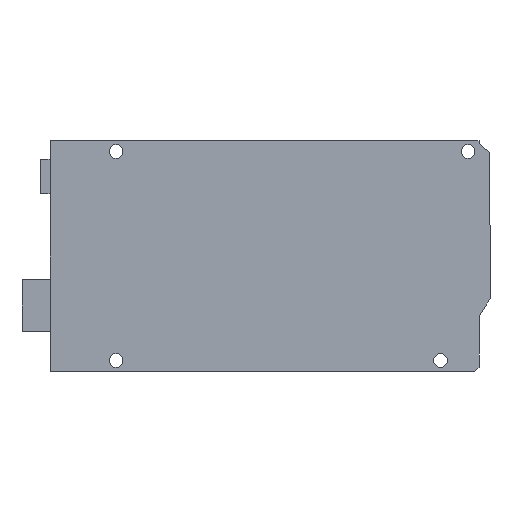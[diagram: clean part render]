
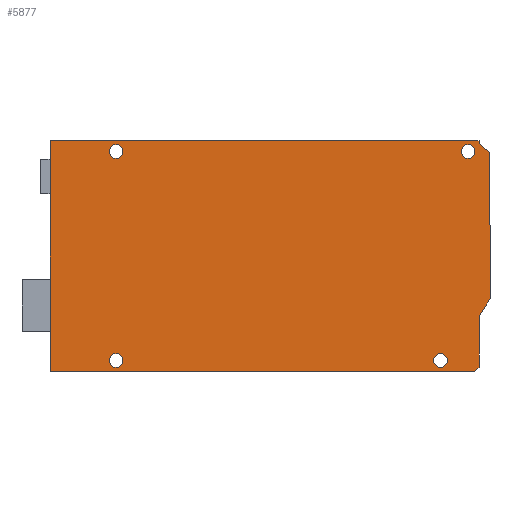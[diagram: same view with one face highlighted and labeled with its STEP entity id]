
A CAD part, front view. The second image highlights one B-rep face of the part: STEP entity #5877.
In plain terms, the highlighted planar face has unit normal (0, -1, 0).
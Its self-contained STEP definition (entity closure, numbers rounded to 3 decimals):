
#89 = CARTESIAN_POINT ( 'NONE',  ( 50.8, 0., -9.889 ) ) ;
#104 = ORIENTED_EDGE ( 'NONE', *, *, #1746, .T. ) ;
#209 = EDGE_CURVE ( 'NONE', #16793, #697, #4115, .T. ) ;
#291 = CARTESIAN_POINT ( 'NONE',  ( -50.8, 0., 26.67 ) ) ;
#497 = EDGE_CURVE ( 'NONE', #11440, #555, #10294, .T. ) ;
#555 = VERTEX_POINT ( 'NONE', #16490 ) ;
#598 = CARTESIAN_POINT ( 'NONE',  ( 0., 0., 0. ) ) ;
#675 = DIRECTION ( 'NONE',  ( -0.78, 0., 0.626 ) ) ;
#697 = VERTEX_POINT ( 'NONE', #11334 ) ;
#908 = EDGE_CURVE ( 'NONE', #14647, #11440, #4803, .T. ) ;
#1521 = DIRECTION ( 'NONE',  ( 0., 1., 0. ) ) ;
#1522 = CARTESIAN_POINT ( 'NONE',  ( -50.8, 0., -26.67 ) ) ;
#1574 = AXIS2_PLACEMENT_3D ( 'NONE', #598, #17159, #3721 ) ;
#1746 = EDGE_CURVE ( 'NONE', #7489, #5437, #11494, .T. ) ;
#2078 = ORIENTED_EDGE ( 'NONE', *, *, #18536, .T. ) ;
#2131 = FACE_BOUND ( 'NONE', #4627, .T. ) ;
#2138 = ORIENTED_EDGE ( 'NONE', *, *, #6347, .T. ) ;
#2232 = ORIENTED_EDGE ( 'NONE', *, *, #17898, .T. ) ;
#2339 = DIRECTION ( 'NONE',  ( 0., 0., -1. ) ) ;
#2592 = CARTESIAN_POINT ( 'NONE',  ( -35.56, 0., -25.73 ) ) ;
#2608 = ORIENTED_EDGE ( 'NONE', *, *, #7009, .F. ) ;
#2792 = AXIS2_PLACEMENT_3D ( 'NONE', #5594, #14523, #15690 ) ;
#2981 = DIRECTION ( 'NONE',  ( 0., 0., -1. ) ) ;
#3057 = VERTEX_POINT ( 'NONE', #18652 ) ;
#3068 = ORIENTED_EDGE ( 'NONE', *, *, #8498, .T. ) ;
#3075 = AXIS2_PLACEMENT_3D ( 'NONE', #19194, #4065, #5726 ) ;
#3295 = CARTESIAN_POINT ( 'NONE',  ( -35.56, 0., -22.53 ) ) ;
#3358 = CIRCLE ( 'NONE', #13382, 1.6 ) ;
#3611 = VECTOR ( 'NONE', #10836, 1000. ) ;
#3721 = DIRECTION ( 'NONE',  ( 0., 0., -1. ) ) ;
#3754 = EDGE_LOOP ( 'NONE', ( #3068, #104 ) ) ;
#3844 = VERTEX_POINT ( 'NONE', #15875 ) ;
#3906 = CARTESIAN_POINT ( 'NONE',  ( -35.56, 0., 24.13 ) ) ;
#4065 = DIRECTION ( 'NONE',  ( 0., 1., 0. ) ) ;
#4115 = CIRCLE ( 'NONE', #16006, 1.6 ) ;
#4627 = EDGE_LOOP ( 'NONE', ( #8006, #2232 ) ) ;
#4729 = DIRECTION ( 'NONE',  ( 0., 0., -1. ) ) ;
#4803 = LINE ( 'NONE', #291, #3611 ) ;
#4897 = EDGE_LOOP ( 'NONE', ( #17839, #11699 ) ) ;
#4910 = VECTOR ( 'NONE', #6480, 1000. ) ;
#4952 = CARTESIAN_POINT ( 'NONE',  ( 50.8, 0., 26.67 ) ) ;
#5145 = VERTEX_POINT ( 'NONE', #6729 ) ;
#5187 = VECTOR ( 'NONE', #12811, 1000. ) ;
#5276 = AXIS2_PLACEMENT_3D ( 'NONE', #15499, #18379, #2339 ) ;
#5302 = FACE_OUTER_BOUND ( 'NONE', #12264, .T. ) ;
#5364 = ORIENTED_EDGE ( 'NONE', *, *, #13358, .T. ) ;
#5437 = VERTEX_POINT ( 'NONE', #8661 ) ;
#5594 = CARTESIAN_POINT ( 'NONE',  ( 45.72, 0., 24.13 ) ) ;
#5726 = DIRECTION ( 'NONE',  ( 0., 0., -1. ) ) ;
#5804 = CARTESIAN_POINT ( 'NONE',  ( 39.37, 0., -22.53 ) ) ;
#5877 = ADVANCED_FACE ( 'NONE', ( #5302, #7997, #14210, #15573, #2131 ), #12609, .T. ) ;
#6347 = EDGE_CURVE ( 'NONE', #697, #16793, #6812, .T. ) ;
#6480 = DIRECTION ( 'NONE',  ( 0., 0., 1. ) ) ;
#6729 = CARTESIAN_POINT ( 'NONE',  ( 48.26, 0., 25.929 ) ) ;
#6812 = CIRCLE ( 'NONE', #2792, 1.6 ) ;
#6832 = VECTOR ( 'NONE', #11846, 1000. ) ;
#7009 = EDGE_CURVE ( 'NONE', #12050, #18279, #11972, .T. ) ;
#7101 = EDGE_CURVE ( 'NONE', #11160, #7854, #9707, .T. ) ;
#7124 = CARTESIAN_POINT ( 'NONE',  ( -50.8, 0., 26.67 ) ) ;
#7250 = LINE ( 'NONE', #19083, #8106 ) ;
#7357 = CARTESIAN_POINT ( 'NONE',  ( -50.8, 0., 26.67 ) ) ;
#7489 = VERTEX_POINT ( 'NONE', #7504 ) ;
#7504 = CARTESIAN_POINT ( 'NONE',  ( -35.56, 0., 22.53 ) ) ;
#7709 = ORIENTED_EDGE ( 'NONE', *, *, #9443, .T. ) ;
#7854 = VERTEX_POINT ( 'NONE', #9241 ) ;
#7997 = FACE_BOUND ( 'NONE', #14006, .T. ) ;
#8006 = ORIENTED_EDGE ( 'NONE', *, *, #14795, .T. ) ;
#8106 = VECTOR ( 'NONE', #13351, 1000. ) ;
#8283 = CARTESIAN_POINT ( 'NONE',  ( 47.26, 0., -26.67 ) ) ;
#8498 = EDGE_CURVE ( 'NONE', #5437, #7489, #14172, .T. ) ;
#8661 = CARTESIAN_POINT ( 'NONE',  ( -35.56, 0., 25.73 ) ) ;
#9117 = ORIENTED_EDGE ( 'NONE', *, *, #497, .F. ) ;
#9241 = CARTESIAN_POINT ( 'NONE',  ( 48.26, 0., -25.67 ) ) ;
#9332 = AXIS2_PLACEMENT_3D ( 'NONE', #16761, #18171, #4729 ) ;
#9443 = EDGE_CURVE ( 'NONE', #12050, #5145, #11413, .T. ) ;
#9645 = CIRCLE ( 'NONE', #9332, 1.6 ) ;
#9646 = CIRCLE ( 'NONE', #15954, 1.6 ) ;
#9691 = VERTEX_POINT ( 'NONE', #5804 ) ;
#9707 = LINE ( 'NONE', #12851, #14122 ) ;
#10165 = DIRECTION ( 'NONE',  ( 0., 1., 0. ) ) ;
#10294 = LINE ( 'NONE', #7124, #6832 ) ;
#10343 = VECTOR ( 'NONE', #10717, 1000. ) ;
#10535 = DIRECTION ( 'NONE',  ( 0., 0., -1. ) ) ;
#10662 = EDGE_CURVE ( 'NONE', #11160, #14647, #13469, .T. ) ;
#10717 = DIRECTION ( 'NONE',  ( 0., 0., -1. ) ) ;
#10836 = DIRECTION ( 'NONE',  ( 0., 0., 1. ) ) ;
#10967 = ORIENTED_EDGE ( 'NONE', *, *, #7101, .T. ) ;
#11087 = DIRECTION ( 'NONE',  ( 0.707, 0., 0.707 ) ) ;
#11134 = CARTESIAN_POINT ( 'NONE',  ( 45.72, 0., 24.13 ) ) ;
#11160 = VERTEX_POINT ( 'NONE', #8283 ) ;
#11197 = EDGE_CURVE ( 'NONE', #3844, #18279, #14416, .T. ) ;
#11242 = CARTESIAN_POINT ( 'NONE',  ( 48.26, 0., -13.97 ) ) ;
#11334 = CARTESIAN_POINT ( 'NONE',  ( 45.72, 0., 22.53 ) ) ;
#11363 = VERTEX_POINT ( 'NONE', #3295 ) ;
#11413 = LINE ( 'NONE', #14107, #11691 ) ;
#11414 = DIRECTION ( 'NONE',  ( 0., 1., 0. ) ) ;
#11440 = VERTEX_POINT ( 'NONE', #7357 ) ;
#11494 = CIRCLE ( 'NONE', #3075, 1.6 ) ;
#11691 = VECTOR ( 'NONE', #675, 1000. ) ;
#11699 = ORIENTED_EDGE ( 'NONE', *, *, #17284, .T. ) ;
#11846 = DIRECTION ( 'NONE',  ( 1., 0., 0. ) ) ;
#11884 = DIRECTION ( 'NONE',  ( -1., 0., 0. ) ) ;
#11972 = LINE ( 'NONE', #4952, #10343 ) ;
#12050 = VERTEX_POINT ( 'NONE', #18939 ) ;
#12264 = EDGE_LOOP ( 'NONE', ( #14365, #2608, #7709, #5364, #9117, #17740, #14671, #10967, #2078 ) ) ;
#12274 = VERTEX_POINT ( 'NONE', #2592 ) ;
#12609 = PLANE ( 'NONE',  #1574 ) ;
#12811 = DIRECTION ( 'NONE',  ( 0.528, 0., 0.849 ) ) ;
#12851 = CARTESIAN_POINT ( 'NONE',  ( 47.26, 0., -26.67 ) ) ;
#13303 = DIRECTION ( 'NONE',  ( 0., 0., -1. ) ) ;
#13351 = DIRECTION ( 'NONE',  ( 0., 0., 1. ) ) ;
#13358 = EDGE_CURVE ( 'NONE', #5145, #555, #14777, .T. ) ;
#13382 = AXIS2_PLACEMENT_3D ( 'NONE', #18031, #15450, #10535 ) ;
#13469 = LINE ( 'NONE', #1522, #14578 ) ;
#14006 = EDGE_LOOP ( 'NONE', ( #14549, #2138 ) ) ;
#14107 = CARTESIAN_POINT ( 'NONE',  ( 48.26, 0., 25.929 ) ) ;
#14122 = VECTOR ( 'NONE', #11087, 1000. ) ;
#14172 = CIRCLE ( 'NONE', #16689, 1.6 ) ;
#14210 = FACE_BOUND ( 'NONE', #3754, .T. ) ;
#14365 = ORIENTED_EDGE ( 'NONE', *, *, #11197, .T. ) ;
#14416 = LINE ( 'NONE', #11242, #5187 ) ;
#14523 = DIRECTION ( 'NONE',  ( 0., 1., 0. ) ) ;
#14549 = ORIENTED_EDGE ( 'NONE', *, *, #209, .T. ) ;
#14578 = VECTOR ( 'NONE', #11884, 1000. ) ;
#14647 = VERTEX_POINT ( 'NONE', #17015 ) ;
#14671 = ORIENTED_EDGE ( 'NONE', *, *, #10662, .F. ) ;
#14777 = LINE ( 'NONE', #14964, #4910 ) ;
#14795 = EDGE_CURVE ( 'NONE', #11363, #12274, #9646, .T. ) ;
#14964 = CARTESIAN_POINT ( 'NONE',  ( 48.26, 0., 26.67 ) ) ;
#15450 = DIRECTION ( 'NONE',  ( 0., 1., 0. ) ) ;
#15499 = CARTESIAN_POINT ( 'NONE',  ( -35.56, 0., -24.13 ) ) ;
#15573 = FACE_BOUND ( 'NONE', #4897, .T. ) ;
#15690 = DIRECTION ( 'NONE',  ( 0., 0., -1. ) ) ;
#15875 = CARTESIAN_POINT ( 'NONE',  ( 48.26, 0., -13.97 ) ) ;
#15954 = AXIS2_PLACEMENT_3D ( 'NONE', #17924, #1521, #2981 ) ;
#16006 = AXIS2_PLACEMENT_3D ( 'NONE', #11134, #11414, #18628 ) ;
#16490 = CARTESIAN_POINT ( 'NONE',  ( 48.26, 0., 26.67 ) ) ;
#16689 = AXIS2_PLACEMENT_3D ( 'NONE', #3906, #10165, #13303 ) ;
#16761 = CARTESIAN_POINT ( 'NONE',  ( 39.37, 0., -24.13 ) ) ;
#16793 = VERTEX_POINT ( 'NONE', #17090 ) ;
#16859 = CIRCLE ( 'NONE', #5276, 1.6 ) ;
#17015 = CARTESIAN_POINT ( 'NONE',  ( -50.8, 0., -26.67 ) ) ;
#17090 = CARTESIAN_POINT ( 'NONE',  ( 45.72, 0., 25.73 ) ) ;
#17159 = DIRECTION ( 'NONE',  ( 0., -1., 0. ) ) ;
#17284 = EDGE_CURVE ( 'NONE', #3057, #9691, #3358, .T. ) ;
#17740 = ORIENTED_EDGE ( 'NONE', *, *, #908, .F. ) ;
#17839 = ORIENTED_EDGE ( 'NONE', *, *, #18102, .T. ) ;
#17898 = EDGE_CURVE ( 'NONE', #12274, #11363, #16859, .T. ) ;
#17924 = CARTESIAN_POINT ( 'NONE',  ( -35.56, 0., -24.13 ) ) ;
#18031 = CARTESIAN_POINT ( 'NONE',  ( 39.37, 0., -24.13 ) ) ;
#18102 = EDGE_CURVE ( 'NONE', #9691, #3057, #9645, .T. ) ;
#18171 = DIRECTION ( 'NONE',  ( 0., 1., 0. ) ) ;
#18279 = VERTEX_POINT ( 'NONE', #89 ) ;
#18379 = DIRECTION ( 'NONE',  ( 0., 1., 0. ) ) ;
#18536 = EDGE_CURVE ( 'NONE', #7854, #3844, #7250, .T. ) ;
#18628 = DIRECTION ( 'NONE',  ( 0., 0., -1. ) ) ;
#18652 = CARTESIAN_POINT ( 'NONE',  ( 39.37, 0., -25.73 ) ) ;
#18939 = CARTESIAN_POINT ( 'NONE',  ( 50.8, 0., 23.889 ) ) ;
#19083 = CARTESIAN_POINT ( 'NONE',  ( 48.26, 0., -25.67 ) ) ;
#19194 = CARTESIAN_POINT ( 'NONE',  ( -35.56, 0., 24.13 ) ) ;
